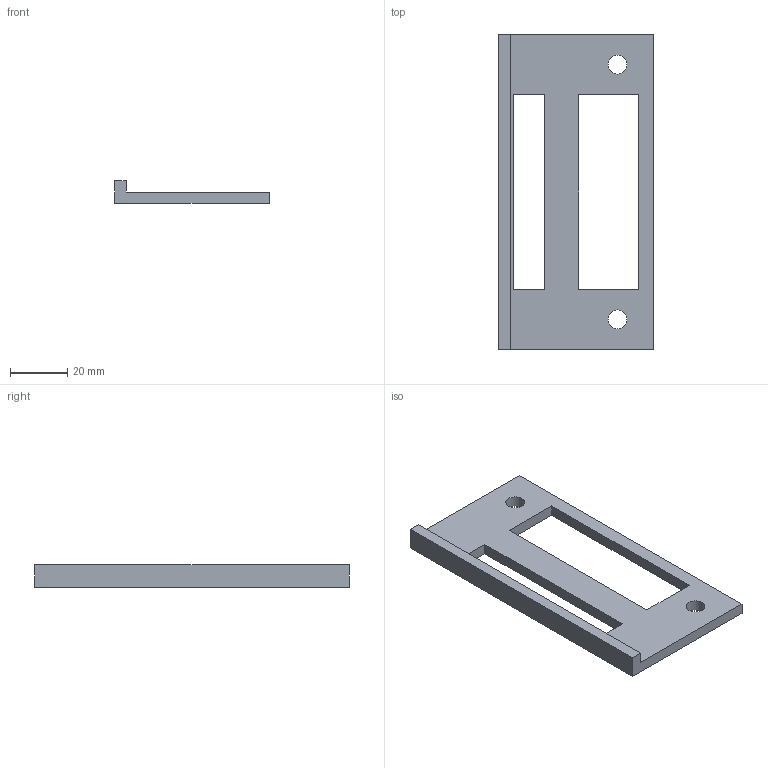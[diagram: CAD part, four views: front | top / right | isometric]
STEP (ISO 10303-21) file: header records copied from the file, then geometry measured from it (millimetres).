
FILE_DESCRIPTION(('HOOPS Exchange Step'),'2;1');
FILE_NAME('temp_export','2024-06-20T06:39:38+02:00',('Hacked'),('Shapr3D Limited'),'HOOPS Exchange 2024.2','Shapr3D','Authorized');
FILE_SCHEMA( ('AUTOMOTIVE_DESIGN { 1 0 10303 214 1 1 1 1 }') );
Length unit declared in the file: millimetre
Products named in the file (12): vc4_panel_top_400 v1:1; Panel Assembly - Top - 400 v1:1; temp_import.step; temp_import; root
Assembly tree (11 placements, depth 6):
  root
    temp_import.step
      temp_import.step
        temp_import.step
          Panel Assembly - Top - 400 v1:1
            vc4_panel_top_400 v1:1
    temp_import.step
      temp_import.step
        temp_import.step
          Panel Assembly - Top - 400 v1:1
            vc4_panel_top_400 v1:1
    temp_import
Bounding box: 54 x 110 x 8 mm (x, y, z)
Volume: 15984.6 mm3; surface area: 11967.8 mm2
Topology: 1 solids, 1 shells, 140 faces, 391 edges, 262 vertices
Faces by surface type: plane 88, bspline 50, cylinder 2
Full cylindrical faces by diameter (mm): 6.6 x2
Entity records: 5606 total; most frequent: CARTESIAN_POINT 2079, ORIENTED_EDGE 782, DIRECTION 503, EDGE_CURVE 391, VECTOR 283, LINE 283, VERTEX_POINT 262, EDGE_LOOP 157
